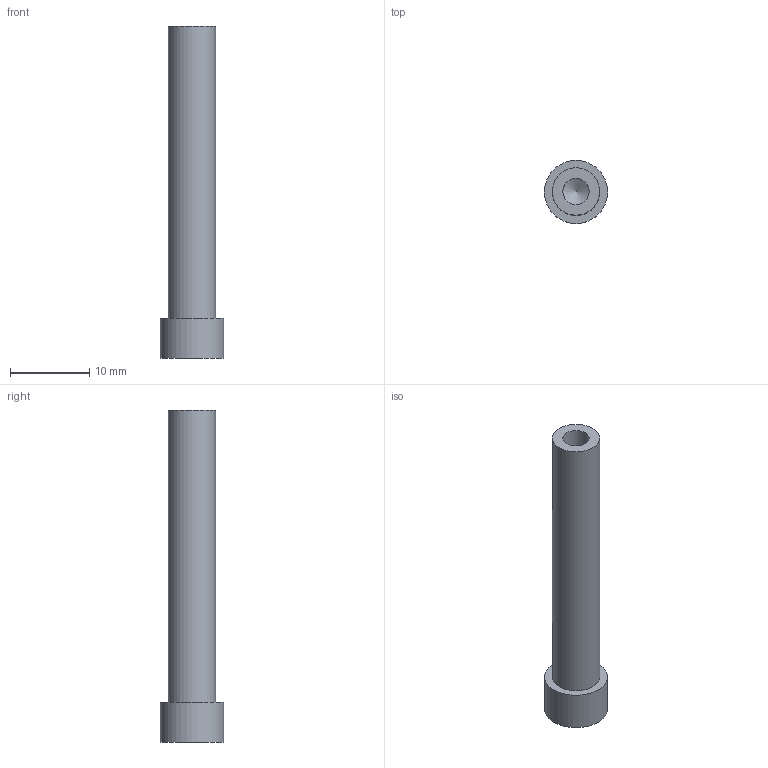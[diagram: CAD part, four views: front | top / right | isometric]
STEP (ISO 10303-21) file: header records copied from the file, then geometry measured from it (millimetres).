
FILE_DESCRIPTION(/* description */ (''),/* implementation_level */ '2;1');
FILE_NAME(/* name */ 'axe .step',/* time_stamp */ '2022-12-26T09:04:29+01:00',/* author */ (''),/* organization */ (''),/* preprocessor_version */ 'ST-DEVELOPER v19.2',/* originating_system */ 'Autodesk Translation Framework v11.17.0.187',/* authorisation */ '');
FILE_SCHEMA (('AUTOMOTIVE_DESIGN { 1 0 10303 214 3 1 1 }'));
Length unit declared in the file: millimetre
Products named in the file (1): supmot
Bounding box: 8 x 8 x 42 mm (x, y, z)
Volume: 1047.5 mm3; surface area: 1219.6 mm2
Topology: 1 solids, 1 shells, 9 faces, 16 edges, 10 vertices
Faces by surface type: cylinder 4, plane 3, cone 2
Full cylindrical faces by diameter (mm): 3.332 x2, 6 x1, 8 x1
Entity records: 245 total; most frequent: DIRECTION 42, CARTESIAN_POINT 34, ORIENTED_EDGE 28, AXIS2_PLACEMENT_3D 18, EDGE_CURVE 14, EDGE_LOOP 12, VERTEX_POINT 10, FACE_OUTER_BOUND 9
